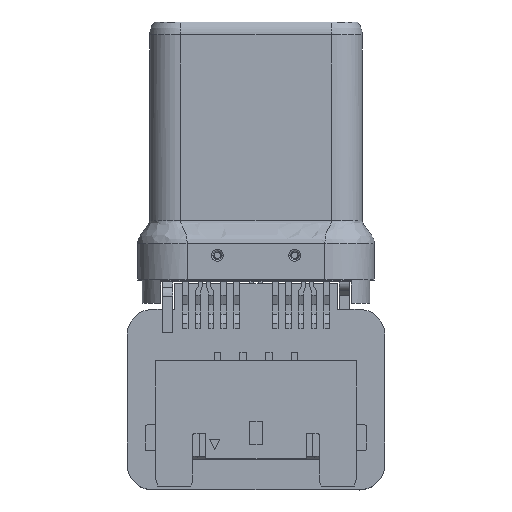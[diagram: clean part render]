
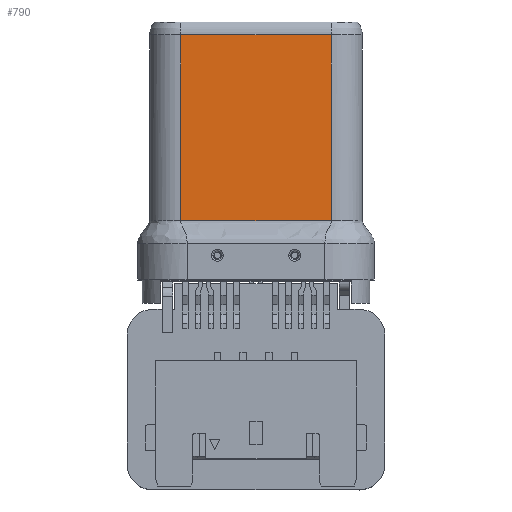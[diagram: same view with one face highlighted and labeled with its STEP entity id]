
A CAD part, top view. The second image highlights one B-rep face of the part: STEP entity #790.
In plain terms, the highlighted face is planar.
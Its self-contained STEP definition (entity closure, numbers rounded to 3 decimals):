
#698 = VERTEX_POINT('',#699);
#699 = CARTESIAN_POINT('',(-2.925,1.2,0.));
#727 = VERTEX_POINT('',#728);
#728 = CARTESIAN_POINT('',(-2.925,1.2,7.2));
#735 = EDGE_CURVE('',#727,#698,#736,.T.);
#736 = LINE('',#737,#738);
#737 = CARTESIAN_POINT('',(-2.925,1.2,7.2));
#738 = VECTOR('',#739,1.);
#739 = DIRECTION('',(0.,0.,-1.));
#790 = ADVANCED_FACE('',(#791),#829,.F.);
#791 = FACE_BOUND('',#792,.T.);
#792 = EDGE_LOOP('',(#793,#814,#815,#823));
#793 = ORIENTED_EDGE('',*,*,#794,.F.);
#794 = EDGE_CURVE('',#698,#795,#797,.T.);
#795 = VERTEX_POINT('',#796);
#796 = CARTESIAN_POINT('',(2.925,1.2,0.));
#797 = B_SPLINE_CURVE_WITH_KNOTS('',3,(#798,#799,#800,#801,#802,#803,
    #804,#805,#806,#807,#808,#809,#810,#811,#812,#813),.UNSPECIFIED.,.F.
  ,.F.,(4,1,1,1,1,1,1,1,1,1,1,1,1,4),(0.,0.062,
    0.125,0.187,0.25,0.344,
    0.437,0.531,0.625,0.719,
    0.812,0.906,0.953,1.),.UNSPECIFIED.);
#798 = CARTESIAN_POINT('',(-2.925,1.2,0.));
#799 = CARTESIAN_POINT('',(-2.82,1.2,
    0.));
#800 = CARTESIAN_POINT('',(-2.605,1.2,
    0.));
#801 = CARTESIAN_POINT('',(-2.264,1.2,
    0.));
#802 = CARTESIAN_POINT('',(-1.909,1.2,
    0.));
#803 = CARTESIAN_POINT('',(-1.481,1.2,
    0.));
#804 = CARTESIAN_POINT('',(-0.975,1.2,
    0.));
#805 = CARTESIAN_POINT('',(-0.392,1.2,0.));
#806 = CARTESIAN_POINT('',(0.196,1.2,0.));
#807 = CARTESIAN_POINT('',(0.782,1.2,0.));
#808 = CARTESIAN_POINT('',(1.356,1.2,0.));
#809 = CARTESIAN_POINT('',(1.912,1.2,
    0.));
#810 = CARTESIAN_POINT('',(2.352,1.2,
    0.));
#811 = CARTESIAN_POINT('',(2.686,1.2,
    0.));
#812 = CARTESIAN_POINT('',(2.847,1.2,
    0.));
#813 = CARTESIAN_POINT('',(2.925,1.2,0.));
#814 = ORIENTED_EDGE('',*,*,#735,.F.);
#815 = ORIENTED_EDGE('',*,*,#816,.F.);
#816 = EDGE_CURVE('',#817,#727,#819,.T.);
#817 = VERTEX_POINT('',#818);
#818 = CARTESIAN_POINT('',(2.925,1.2,7.2));
#819 = LINE('',#820,#821);
#820 = CARTESIAN_POINT('',(2.925,1.2,7.2));
#821 = VECTOR('',#822,1.);
#822 = DIRECTION('',(-1.,0.,0.));
#823 = ORIENTED_EDGE('',*,*,#824,.F.);
#824 = EDGE_CURVE('',#795,#817,#825,.T.);
#825 = LINE('',#826,#827);
#826 = CARTESIAN_POINT('',(2.925,1.2,0.));
#827 = VECTOR('',#828,1.);
#828 = DIRECTION('',(0.,0.,1.));
#829 = PLANE('',#830);
#830 = AXIS2_PLACEMENT_3D('',#831,#832,#833);
#831 = CARTESIAN_POINT('',(-2.925,1.2,0.));
#832 = DIRECTION('',(0.,-1.,0.));
#833 = DIRECTION('',(0.,0.,-1.));
